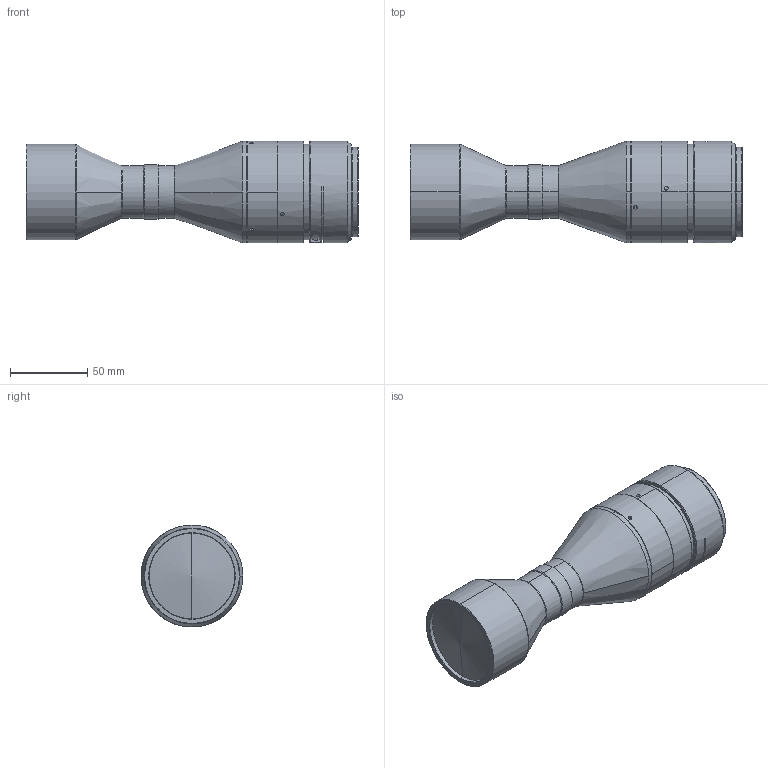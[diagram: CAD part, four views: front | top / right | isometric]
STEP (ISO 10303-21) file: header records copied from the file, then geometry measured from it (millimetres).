
FILE_DESCRIPTION (( 'STEP AP203' ), '1' );
FILE_NAME ('DTCM210-42-M58-AL.STEP', '2022-11-28T00:54:02', ( '' ), ( '' ), 'SwSTEP 2.0', 'SolidWorks 2017', '' );
FILE_SCHEMA (( 'CONFIG_CONTROL_DESIGN' ));
Length unit declared in the file: millimetre
Products named in the file (1): DTCM210-42-M58-AL
Bounding box: 214.97 x 66 x 66 mm (x, y, z)
Volume: 517153 mm3; surface area: 46417.7 mm2
Topology: 2 solids, 2 shells, 107 faces, 250 edges, 157 vertices
Faces by surface type: cylinder 43, cone 38, plane 20, bspline 6
Entity records: 3723 total; most frequent: CARTESIAN_POINT 1240, DIRECTION 512, ORIENTED_EDGE 492, EDGE_CURVE 246, AXIS2_PLACEMENT_3D 213, VERTEX_POINT 157, EDGE_LOOP 123, CIRCLE 111
